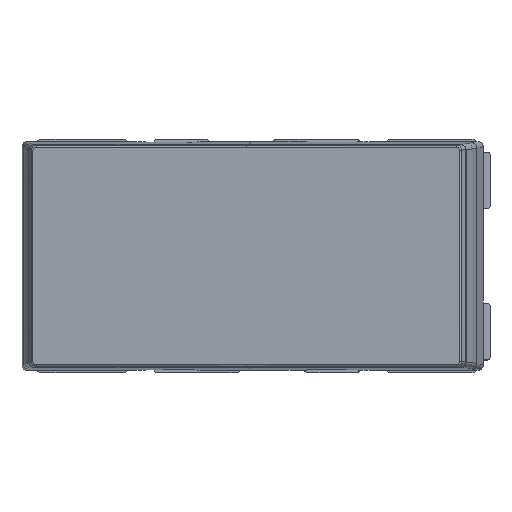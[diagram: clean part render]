
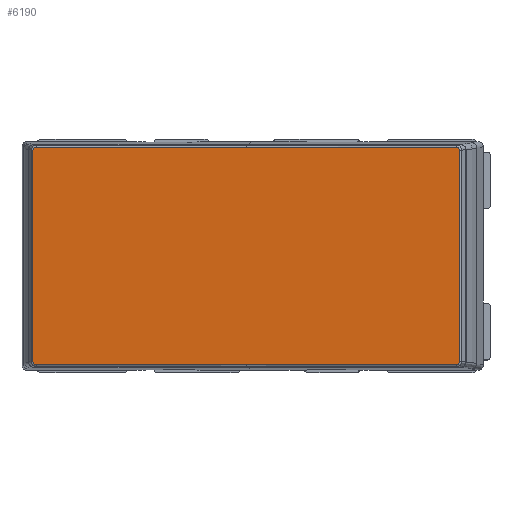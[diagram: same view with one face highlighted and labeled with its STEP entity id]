
A CAD part, top view. The second image highlights one B-rep face of the part: STEP entity #6190.
In plain terms, the highlighted face is planar.
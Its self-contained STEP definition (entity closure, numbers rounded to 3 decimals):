
#6100=AXIS2_PLACEMENT_3D('Plane Axis2P3D',#6097,#6098,#6099) ;
#5596=CARTESIAN_POINT('Vertex',(10.209,20.702,11.5)) ;
#5603=CARTESIAN_POINT('Vertex',(-10.209,20.702,11.5)) ;
#5606=CARTESIAN_POINT('Line Origine',(0.,20.702,11.5)) ;
#5975=CARTESIAN_POINT('Vertex',(10.504,20.382,11.5)) ;
#5979=CARTESIAN_POINT('Control Point',(10.504,20.382,11.5)) ;
#5980=CARTESIAN_POINT('Control Point',(10.504,20.501,11.5)) ;
#5981=CARTESIAN_POINT('Control Point',(10.454,20.623,11.5)) ;
#5982=CARTESIAN_POINT('Control Point',(10.332,20.702,11.5)) ;
#5983=CARTESIAN_POINT('Control Point',(10.209,20.702,11.5)) ;
#6054=CARTESIAN_POINT('Vertex',(-10.504,20.382,11.5)) ;
#6058=CARTESIAN_POINT('Control Point',(-10.504,20.382,11.5)) ;
#6059=CARTESIAN_POINT('Control Point',(-10.504,20.384,11.5)) ;
#6060=CARTESIAN_POINT('Control Point',(-10.504,20.386,11.5)) ;
#6061=CARTESIAN_POINT('Control Point',(-10.504,20.387,11.5)) ;
#6062=CARTESIAN_POINT('Control Point',(-10.503,20.396,11.5)) ;
#6063=CARTESIAN_POINT('Control Point',(-10.503,20.405,11.5)) ;
#6064=CARTESIAN_POINT('Control Point',(-10.503,20.412,11.5)) ;
#6065=CARTESIAN_POINT('Control Point',(-10.501,20.426,11.5)) ;
#6066=CARTESIAN_POINT('Control Point',(-10.499,20.44,11.5)) ;
#6067=CARTESIAN_POINT('Control Point',(-10.498,20.447,11.5)) ;
#6068=CARTESIAN_POINT('Control Point',(-10.494,20.468,11.5)) ;
#6069=CARTESIAN_POINT('Control Point',(-10.488,20.488,11.5)) ;
#6070=CARTESIAN_POINT('Control Point',(-10.483,20.501,11.5)) ;
#6071=CARTESIAN_POINT('Control Point',(-10.473,20.527,11.5)) ;
#6072=CARTESIAN_POINT('Control Point',(-10.46,20.551,11.5)) ;
#6073=CARTESIAN_POINT('Control Point',(-10.453,20.563,11.5)) ;
#6074=CARTESIAN_POINT('Control Point',(-10.438,20.585,11.5)) ;
#6075=CARTESIAN_POINT('Control Point',(-10.421,20.606,11.5)) ;
#6076=CARTESIAN_POINT('Control Point',(-10.411,20.616,11.5)) ;
#6077=CARTESIAN_POINT('Control Point',(-10.392,20.635,11.5)) ;
#6078=CARTESIAN_POINT('Control Point',(-10.371,20.651,11.5)) ;
#6079=CARTESIAN_POINT('Control Point',(-10.359,20.658,11.5)) ;
#6080=CARTESIAN_POINT('Control Point',(-10.337,20.672,11.5)) ;
#6081=CARTESIAN_POINT('Control Point',(-10.312,20.682,11.5)) ;
#6082=CARTESIAN_POINT('Control Point',(-10.3,20.687,11.5)) ;
#6083=CARTESIAN_POINT('Control Point',(-10.275,20.695,11.5)) ;
#6084=CARTESIAN_POINT('Control Point',(-10.249,20.699,11.5)) ;
#6085=CARTESIAN_POINT('Control Point',(-10.236,20.701,11.5)) ;
#6086=CARTESIAN_POINT('Control Point',(-10.223,20.702,11.5)) ;
#6087=CARTESIAN_POINT('Control Point',(-10.209,20.702,11.5)) ;
#6097=CARTESIAN_POINT('Axis2P3D Location',(-11.118,-20.834,11.5)) ;
#6102=CARTESIAN_POINT('Line Origine',(-10.504,-10.191,11.5)) ;
#6106=CARTESIAN_POINT('Vertex',(-10.504,0.,11.5)) ;
#6108=CARTESIAN_POINT('Vertex',(-10.504,-20.382,11.5)) ;
#6112=CARTESIAN_POINT('Control Point',(-10.504,-20.382,11.5)) ;
#6113=CARTESIAN_POINT('Control Point',(-10.504,-20.501,11.5)) ;
#6114=CARTESIAN_POINT('Control Point',(-10.454,-20.623,11.5)) ;
#6115=CARTESIAN_POINT('Control Point',(-10.332,-20.702,11.5)) ;
#6116=CARTESIAN_POINT('Control Point',(-10.209,-20.702,11.5)) ;
#6117=CARTESIAN_POINT('Vertex',(-10.209,-20.702,11.5)) ;
#6120=CARTESIAN_POINT('Line Origine',(0.,-20.702,11.5)) ;
#6124=CARTESIAN_POINT('Vertex',(10.209,-20.702,11.5)) ;
#6128=CARTESIAN_POINT('Control Point',(10.504,-20.382,11.5)) ;
#6129=CARTESIAN_POINT('Control Point',(10.504,-20.384,11.5)) ;
#6130=CARTESIAN_POINT('Control Point',(10.504,-20.386,11.5)) ;
#6131=CARTESIAN_POINT('Control Point',(10.504,-20.387,11.5)) ;
#6132=CARTESIAN_POINT('Control Point',(10.503,-20.396,11.5)) ;
#6133=CARTESIAN_POINT('Control Point',(10.503,-20.405,11.5)) ;
#6134=CARTESIAN_POINT('Control Point',(10.503,-20.412,11.5)) ;
#6135=CARTESIAN_POINT('Control Point',(10.501,-20.426,11.5)) ;
#6136=CARTESIAN_POINT('Control Point',(10.499,-20.44,11.5)) ;
#6137=CARTESIAN_POINT('Control Point',(10.498,-20.447,11.5)) ;
#6138=CARTESIAN_POINT('Control Point',(10.494,-20.468,11.5)) ;
#6139=CARTESIAN_POINT('Control Point',(10.488,-20.488,11.5)) ;
#6140=CARTESIAN_POINT('Control Point',(10.483,-20.501,11.5)) ;
#6141=CARTESIAN_POINT('Control Point',(10.473,-20.527,11.5)) ;
#6142=CARTESIAN_POINT('Control Point',(10.46,-20.551,11.5)) ;
#6143=CARTESIAN_POINT('Control Point',(10.453,-20.563,11.5)) ;
#6144=CARTESIAN_POINT('Control Point',(10.438,-20.585,11.5)) ;
#6145=CARTESIAN_POINT('Control Point',(10.421,-20.606,11.5)) ;
#6146=CARTESIAN_POINT('Control Point',(10.411,-20.616,11.5)) ;
#6147=CARTESIAN_POINT('Control Point',(10.392,-20.635,11.5)) ;
#6148=CARTESIAN_POINT('Control Point',(10.371,-20.651,11.5)) ;
#6149=CARTESIAN_POINT('Control Point',(10.359,-20.658,11.5)) ;
#6150=CARTESIAN_POINT('Control Point',(10.337,-20.672,11.5)) ;
#6151=CARTESIAN_POINT('Control Point',(10.312,-20.682,11.5)) ;
#6152=CARTESIAN_POINT('Control Point',(10.3,-20.687,11.5)) ;
#6153=CARTESIAN_POINT('Control Point',(10.275,-20.695,11.5)) ;
#6154=CARTESIAN_POINT('Control Point',(10.249,-20.699,11.5)) ;
#6155=CARTESIAN_POINT('Control Point',(10.236,-20.701,11.5)) ;
#6156=CARTESIAN_POINT('Control Point',(10.223,-20.702,11.5)) ;
#6157=CARTESIAN_POINT('Control Point',(10.209,-20.702,11.5)) ;
#6158=CARTESIAN_POINT('Vertex',(10.504,-20.382,11.5)) ;
#6161=CARTESIAN_POINT('Line Origine',(10.504,-10.191,11.5)) ;
#6165=CARTESIAN_POINT('Vertex',(10.504,0.,11.5)) ;
#6168=CARTESIAN_POINT('Line Origine',(10.504,10.191,11.5)) ;
#6173=CARTESIAN_POINT('Line Origine',(-10.504,10.191,11.5)) ;
#5607=DIRECTION('Vector Direction',(1.,0.,0.)) ;
#6098=DIRECTION('Axis2P3D Direction',(0.,0.,1.)) ;
#6099=DIRECTION('Axis2P3D XDirection',(1.,0.,0.)) ;
#6103=DIRECTION('Vector Direction',(0.,-1.,0.)) ;
#6121=DIRECTION('Vector Direction',(1.,0.,0.)) ;
#6162=DIRECTION('Vector Direction',(0.,-1.,0.)) ;
#6169=DIRECTION('Vector Direction',(0.,-1.,0.)) ;
#6174=DIRECTION('Vector Direction',(0.,-1.,0.)) ;
#5608=VECTOR('Line Direction',#5607,1.) ;
#6104=VECTOR('Line Direction',#6103,1.) ;
#6122=VECTOR('Line Direction',#6121,1.) ;
#6163=VECTOR('Line Direction',#6162,1.) ;
#6170=VECTOR('Line Direction',#6169,1.) ;
#6175=VECTOR('Line Direction',#6174,1.) ;
#6179=ORIENTED_EDGE('',*,*,#6110,.T.) ;
#6180=ORIENTED_EDGE('',*,*,#6119,.T.) ;
#6181=ORIENTED_EDGE('',*,*,#6126,.T.) ;
#6182=ORIENTED_EDGE('',*,*,#6160,.T.) ;
#6183=ORIENTED_EDGE('',*,*,#6167,.T.) ;
#6184=ORIENTED_EDGE('',*,*,#6172,.T.) ;
#6185=ORIENTED_EDGE('',*,*,#5984,.T.) ;
#6186=ORIENTED_EDGE('',*,*,#5610,.T.) ;
#6187=ORIENTED_EDGE('',*,*,#6088,.T.) ;
#6188=ORIENTED_EDGE('',*,*,#6177,.T.) ;
#6190=ADVANCED_FACE('Surmoulage-ABS-',(#6189),#6101,.T.) ;
#5978=B_SPLINE_CURVE_WITH_KNOTS('',4,(#5979,#5980,#5981,#5982,#5983),.UNSPECIFIED.,.F.,.U.,(5,5),(0.154,0.872),.UNSPECIFIED.) ;
#6057=B_SPLINE_CURVE_WITH_KNOTS('',5,(#6058,#6059,#6060,#6061,#6062,#6063,#6064,#6065,#6066,#6067,#6068,#6069,#6070,#6071,#6072,#6073,#6074,#6075,#6076,#6077,#6078,#6079,#6080,#6081,#6082,#6083,#6084,#6085,#6086,#6087),.UNSPECIFIED.,.F.,.U.,(6,3,3,3,3,3,3,3,3,6),(0.154,0.167,0.221,0.274,0.379,0.481,0.581,0.679,0.776,0.872),.UNSPECIFIED.) ;
#6111=B_SPLINE_CURVE_WITH_KNOTS('',4,(#6112,#6113,#6114,#6115,#6116),.UNSPECIFIED.,.F.,.U.,(5,5),(0.154,0.872),.UNSPECIFIED.) ;
#6127=B_SPLINE_CURVE_WITH_KNOTS('',5,(#6128,#6129,#6130,#6131,#6132,#6133,#6134,#6135,#6136,#6137,#6138,#6139,#6140,#6141,#6142,#6143,#6144,#6145,#6146,#6147,#6148,#6149,#6150,#6151,#6152,#6153,#6154,#6155,#6156,#6157),.UNSPECIFIED.,.F.,.U.,(6,3,3,3,3,3,3,3,3,6),(0.154,0.167,0.221,0.274,0.379,0.481,0.581,0.679,0.776,0.872),.UNSPECIFIED.) ;
#5610=EDGE_CURVE('',#5597,#5604,#5609,.F.) ;
#5984=EDGE_CURVE('',#5976,#5597,#5978,.T.) ;
#6088=EDGE_CURVE('',#5604,#6055,#6057,.F.) ;
#6110=EDGE_CURVE('',#6107,#6109,#6105,.T.) ;
#6119=EDGE_CURVE('',#6109,#6118,#6111,.T.) ;
#6126=EDGE_CURVE('',#6118,#6125,#6123,.T.) ;
#6160=EDGE_CURVE('',#6125,#6159,#6127,.F.) ;
#6167=EDGE_CURVE('',#6159,#6166,#6164,.F.) ;
#6172=EDGE_CURVE('',#6166,#5976,#6171,.F.) ;
#6177=EDGE_CURVE('',#6055,#6107,#6176,.T.) ;
#6178=EDGE_LOOP('',(#6179,#6180,#6181,#6182,#6183,#6184,#6185,#6186,#6187,#6188)) ;
#6189=FACE_OUTER_BOUND('',#6178,.T.) ;
#5609=LINE('Line',#5606,#5608) ;
#6105=LINE('Line',#6102,#6104) ;
#6123=LINE('Line',#6120,#6122) ;
#6164=LINE('Line',#6161,#6163) ;
#6171=LINE('Line',#6168,#6170) ;
#6176=LINE('Line',#6173,#6175) ;
#6101=PLANE('',#6100) ;
#5597=VERTEX_POINT('',#5596) ;
#5604=VERTEX_POINT('',#5603) ;
#5976=VERTEX_POINT('',#5975) ;
#6055=VERTEX_POINT('',#6054) ;
#6107=VERTEX_POINT('',#6106) ;
#6109=VERTEX_POINT('',#6108) ;
#6118=VERTEX_POINT('',#6117) ;
#6125=VERTEX_POINT('',#6124) ;
#6159=VERTEX_POINT('',#6158) ;
#6166=VERTEX_POINT('',#6165) ;
